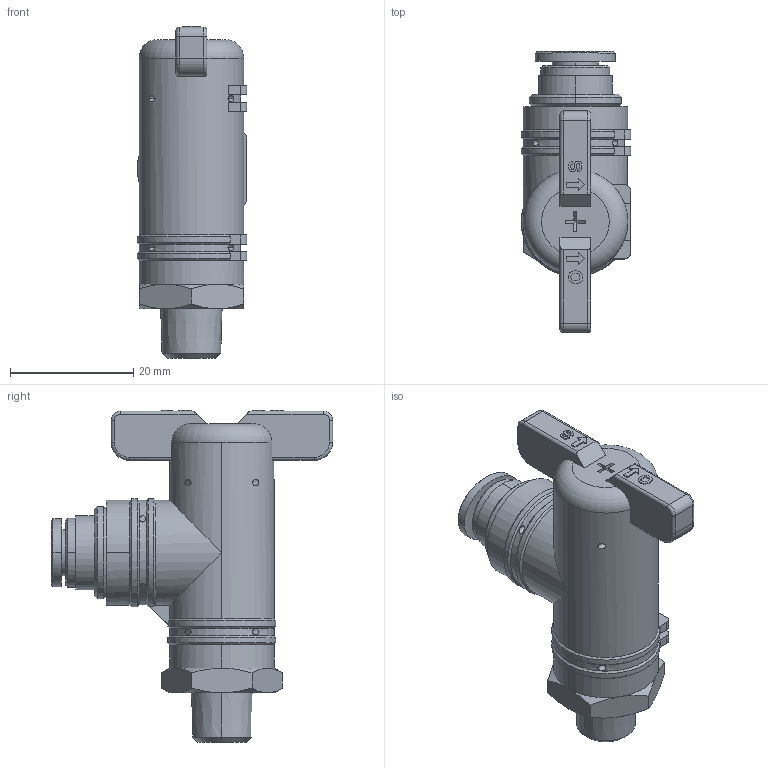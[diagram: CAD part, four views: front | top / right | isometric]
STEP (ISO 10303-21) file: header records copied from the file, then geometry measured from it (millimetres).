
FILE_DESCRIPTION((''),'2;1');
FILE_NAME('GBL200601-mdt.stp','2017-07-10T17:56:24',(''),(''),'Mechanical Desktop 2009','Mechanical Desktop 2009',', , ');
FILE_SCHEMA(('CONFIG_CONTROL_DESIGN'));
Length unit declared in the file: millimetre
Products named in the file (6): GBL200601-MDTA; GBL200601-MDT; BOLT-M3; BC6-20; COLLAR-06C; HA
Assembly tree (5 placements, depth 3):
  GBL200601-MDTA
    GBL200601-MDT
    BOLT-M3
    BC6-20
      COLLAR-06C
    HA
Bounding box: 17.8 x 45.7 x 53.95 mm (x, y, z)
Volume: 14654.3 mm3; surface area: 5462.2 mm2
Topology: 1 solids, 4 shells, 572 faces, 1543 edges, 1006 vertices
Faces by surface type: plane 393, cylinder 105, cone 42, bspline 22, torus 10
Entity records: 19643 total; most frequent: CARTESIAN_POINT 5259, ORIENTED_EDGE 3082, DIRECTION 2794, EDGE_CURVE 1541, VECTOR 1152, LINE 1152, VERTEX_POINT 1006, AXIS2_PLACEMENT_3D 821
